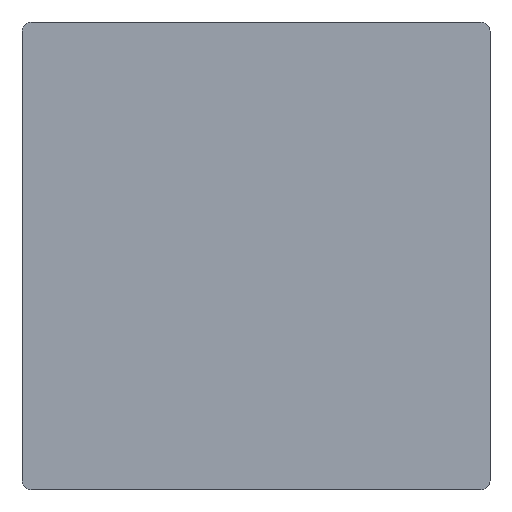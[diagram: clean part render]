
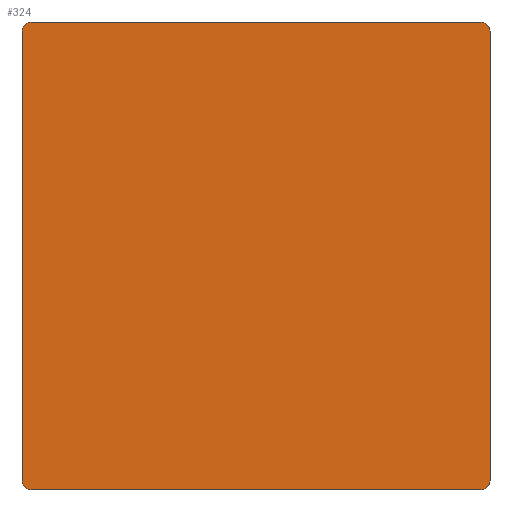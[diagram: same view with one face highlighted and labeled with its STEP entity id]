
A CAD part, front view. The second image highlights one B-rep face of the part: STEP entity #324.
In plain terms, the highlighted planar face has unit normal (0, -1, 0).
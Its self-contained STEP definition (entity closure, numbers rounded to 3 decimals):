
#1 = EDGE_CURVE ( 'NONE', #1116, #822, #1082, .T. ) ;
#15 = CARTESIAN_POINT ( 'NONE',  ( 51.469, -773.546, 147.976 ) ) ;
#19 = CARTESIAN_POINT ( 'NONE',  ( -46.531, -773.546, 147.976 ) ) ;
#35 = CARTESIAN_POINT ( 'NONE',  ( -46.531, -773.546, 149.976 ) ) ;
#52 = LINE ( 'NONE', #1407, #897 ) ;
#88 = LINE ( 'NONE', #1402, #964 ) ;
#105 = CARTESIAN_POINT ( 'NONE',  ( -46.531, -773.546, 149.976 ) ) ;
#122 = EDGE_CURVE ( 'NONE', #629, #1116, #292, .T. ) ;
#143 = VERTEX_POINT ( 'NONE', #1097 ) ;
#160 = CARTESIAN_POINT ( 'NONE',  ( 51.469, -773.546, 52.024 ) ) ;
#196 = AXIS2_PLACEMENT_3D ( 'NONE', #19, #787, #539 ) ;
#201 = DIRECTION ( 'NONE',  ( 0., 1., 0. ) ) ;
#259 = VECTOR ( 'NONE', #1437, 1000. ) ;
#269 = AXIS2_PLACEMENT_3D ( 'NONE', #1386, #1383, #673 ) ;
#279 = AXIS2_PLACEMENT_3D ( 'NONE', #849, #201, #959 ) ;
#283 = ORIENTED_EDGE ( 'NONE', *, *, #1194, .F. ) ;
#292 = LINE ( 'NONE', #812, #259 ) ;
#297 = ORIENTED_EDGE ( 'NONE', *, *, #1, .F. ) ;
#324 = ADVANCED_FACE ( 'NONE', ( #1426 ), #571, .T. ) ;
#348 = VERTEX_POINT ( 'NONE', #15 ) ;
#368 = DIRECTION ( 'NONE',  ( 0., 1., 0. ) ) ;
#388 = EDGE_CURVE ( 'NONE', #856, #943, #776, .T. ) ;
#410 = CARTESIAN_POINT ( 'NONE',  ( -46.531, -773.546, 52.024 ) ) ;
#457 = VECTOR ( 'NONE', #809, 1000. ) ;
#525 = ORIENTED_EDGE ( 'NONE', *, *, #1355, .F. ) ;
#539 = DIRECTION ( 'NONE',  ( 0., 0., -1. ) ) ;
#570 = CARTESIAN_POINT ( 'NONE',  ( -46.531, -773.546, 50.024 ) ) ;
#571 = PLANE ( 'NONE',  #196 ) ;
#594 = CIRCLE ( 'NONE', #1215, 2. ) ;
#608 = ORIENTED_EDGE ( 'NONE', *, *, #1434, .F. ) ;
#612 = DIRECTION ( 'NONE',  ( 0., 0., 1. ) ) ;
#615 = DIRECTION ( 'NONE',  ( 0., 1., 0. ) ) ;
#629 = VERTEX_POINT ( 'NONE', #773 ) ;
#673 = DIRECTION ( 'NONE',  ( 0., 0., -1. ) ) ;
#712 = LINE ( 'NONE', #35, #457 ) ;
#724 = DIRECTION ( 'NONE',  ( 0., 0., -1. ) ) ;
#728 = DIRECTION ( 'NONE',  ( 0., 0., -1. ) ) ;
#766 = VERTEX_POINT ( 'NONE', #160 ) ;
#773 = CARTESIAN_POINT ( 'NONE',  ( 49.469, -773.546, 50.024 ) ) ;
#776 = CIRCLE ( 'NONE', #269, 2. ) ;
#787 = DIRECTION ( 'NONE',  ( 0., -1., 0. ) ) ;
#790 = CIRCLE ( 'NONE', #279, 2. ) ;
#809 = DIRECTION ( 'NONE',  ( 1., 0., 0. ) ) ;
#812 = CARTESIAN_POINT ( 'NONE',  ( -46.531, -773.546, 50.024 ) ) ;
#822 = VERTEX_POINT ( 'NONE', #1282 ) ;
#849 = CARTESIAN_POINT ( 'NONE',  ( 49.469, -773.546, 52.024 ) ) ;
#856 = VERTEX_POINT ( 'NONE', #1166 ) ;
#897 = VECTOR ( 'NONE', #728, 1000. ) ;
#943 = VERTEX_POINT ( 'NONE', #105 ) ;
#959 = DIRECTION ( 'NONE',  ( 0., 0., -1. ) ) ;
#963 = ORIENTED_EDGE ( 'NONE', *, *, #1137, .F. ) ;
#964 = VECTOR ( 'NONE', #612, 1000. ) ;
#981 = ORIENTED_EDGE ( 'NONE', *, *, #388, .F. ) ;
#1015 = CARTESIAN_POINT ( 'NONE',  ( 49.469, -773.546, 147.976 ) ) ;
#1023 = AXIS2_PLACEMENT_3D ( 'NONE', #410, #615, #724 ) ;
#1082 = CIRCLE ( 'NONE', #1023, 2. ) ;
#1097 = CARTESIAN_POINT ( 'NONE',  ( 49.469, -773.546, 149.976 ) ) ;
#1116 = VERTEX_POINT ( 'NONE', #570 ) ;
#1127 = DIRECTION ( 'NONE',  ( 0., 0., 1. ) ) ;
#1137 = EDGE_CURVE ( 'NONE', #143, #348, #594, .T. ) ;
#1166 = CARTESIAN_POINT ( 'NONE',  ( -48.531, -773.546, 147.976 ) ) ;
#1194 = EDGE_CURVE ( 'NONE', #943, #143, #712, .T. ) ;
#1215 = AXIS2_PLACEMENT_3D ( 'NONE', #1015, #368, #1127 ) ;
#1282 = CARTESIAN_POINT ( 'NONE',  ( -48.531, -773.546, 52.024 ) ) ;
#1291 = EDGE_LOOP ( 'NONE', ( #981, #1296, #297, #1311, #608, #525, #963, #283 ) ) ;
#1296 = ORIENTED_EDGE ( 'NONE', *, *, #1329, .F. ) ;
#1311 = ORIENTED_EDGE ( 'NONE', *, *, #122, .F. ) ;
#1329 = EDGE_CURVE ( 'NONE', #822, #856, #88, .T. ) ;
#1355 = EDGE_CURVE ( 'NONE', #348, #766, #52, .T. ) ;
#1383 = DIRECTION ( 'NONE',  ( 0., 1., 0. ) ) ;
#1386 = CARTESIAN_POINT ( 'NONE',  ( -46.531, -773.546, 147.976 ) ) ;
#1402 = CARTESIAN_POINT ( 'NONE',  ( -48.531, -773.546, 147.976 ) ) ;
#1407 = CARTESIAN_POINT ( 'NONE',  ( 51.469, -773.546, 147.976 ) ) ;
#1426 = FACE_OUTER_BOUND ( 'NONE', #1291, .T. ) ;
#1434 = EDGE_CURVE ( 'NONE', #766, #629, #790, .T. ) ;
#1437 = DIRECTION ( 'NONE',  ( -1., 0., 0. ) ) ;
